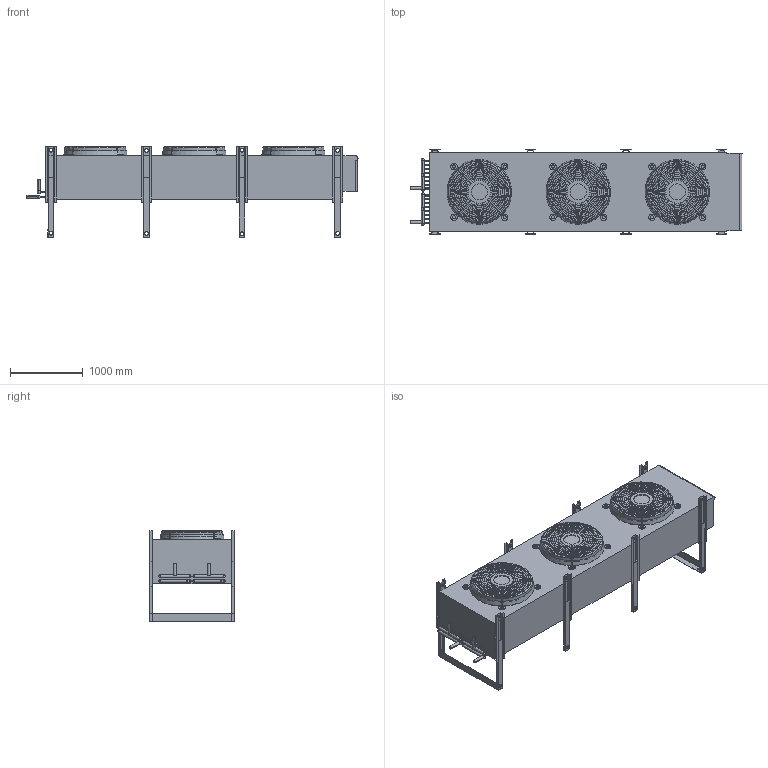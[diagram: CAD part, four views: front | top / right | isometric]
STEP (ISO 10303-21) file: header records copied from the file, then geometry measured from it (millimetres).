
FILE_DESCRIPTION(('starvars output'),'1');
FILE_NAME('cv20250326025657000054806.stp','02:57:00 2025/03/26',('Thomas Industrial Network Germany GmbH'),(' '),'Spatial InterOp 3D',' ',' ');
FILE_SCHEMA(('AUTOMOTIVE_DESIGN { 1 0 10303 214 3 1 1 }'));
Length unit declared in the file: millimetre
Products named in the file (1): 1
Bounding box: 4572 x 1165.22 x 1247.9 mm (x, y, z)
Volume: 2796993648.6 mm3; surface area: 26495002.5 mm2
Topology: 3 solids, 3 shells, 1058 faces, 3203 edges, 2084 vertices
Faces by surface type: plane 560, cylinder 458, sphere 16, torus 12, cone 12
Entity records: 48967 total; most frequent: CARTESIAN_POINT 10696, ORIENTED_EDGE 6342, DIRECTION 6055, EDGE_CURVE 3171, VERTEX_POINT 2084, AXIS2_PLACEMENT_3D 2053, LINE 1949, VECTOR 1949
